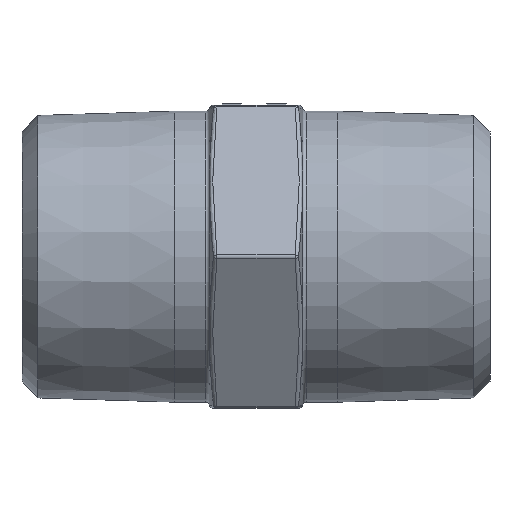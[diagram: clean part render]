
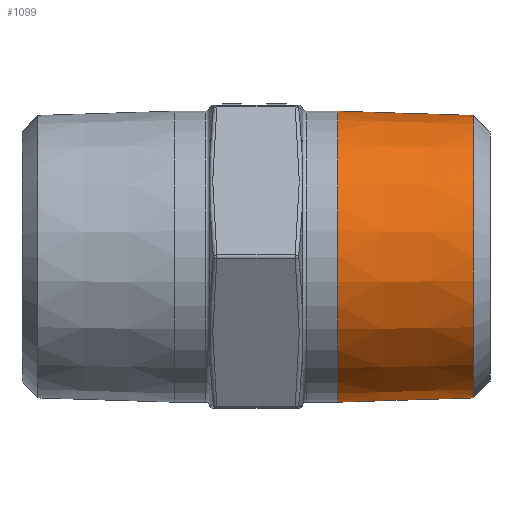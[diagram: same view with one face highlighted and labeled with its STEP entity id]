
A CAD part, front view. The second image highlights one B-rep face of the part: STEP entity #1099.
In plain terms, the highlighted conical face has half-angle 1.79 degrees and reference radius 10.224 mm.
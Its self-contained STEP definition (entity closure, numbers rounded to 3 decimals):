
#622 = VERTEX_POINT ( 'NONE', #7148 ) ;
#627 = VERTEX_POINT ( 'NONE', #7146 ) ;
#1099 = ADVANCED_FACE ( 'NONE', ( #4229, #4227 ), #4077, .T. ) ;
#1684 = AXIS2_PLACEMENT_3D ( 'NONE', #11899, #11900, #11935 ) ;
#2075 = EDGE_CURVE ( 'NONE', #622, #622, #6958, .T. ) ;
#2129 = EDGE_CURVE ( 'NONE', #627, #627, #7284, .T. ) ;
#3224 = ORIENTED_EDGE ( 'NONE', *, *, #2075, .T. ) ;
#3262 = ORIENTED_EDGE ( 'NONE', *, *, #2129, .F. ) ;
#4077 = CONICAL_SURFACE ( 'NONE', #6479, 10.224, 0.031 ) ;
#4227 = FACE_OUTER_BOUND ( 'NONE', #4431, .T. ) ;
#4229 = FACE_BOUND ( 'NONE', #4530, .T. ) ;
#4431 = EDGE_LOOP ( 'NONE', ( #3262 ) ) ;
#4530 = EDGE_LOOP ( 'NONE', ( #3224 ) ) ;
#5441 = DIRECTION ( 'NONE',  ( -1., 0., 0. ) ) ;
#5442 = CARTESIAN_POINT ( 'NONE',  ( 17., 0., 0. ) ) ;
#5443 = DIRECTION ( 'NONE',  ( 0., 0., 1. ) ) ;
#6479 = AXIS2_PLACEMENT_3D ( 'NONE', #5442, #5441, #5443 ) ;
#6958 = CIRCLE ( 'NONE', #9192, 10.261 ) ;
#7146 = CARTESIAN_POINT ( 'NONE',  ( 5.929, 0., 10.57 ) ) ;
#7148 = CARTESIAN_POINT ( 'NONE',  ( 15.803, 0., -10.261 ) ) ;
#7284 = CIRCLE ( 'NONE', #1684, 10.57 ) ;
#9192 = AXIS2_PLACEMENT_3D ( 'NONE', #12580, #12389, #12405 ) ;
#11899 = CARTESIAN_POINT ( 'NONE',  ( 5.929, 0., 0. ) ) ;
#11900 = DIRECTION ( 'NONE',  ( -1., 0., 0. ) ) ;
#11935 = DIRECTION ( 'NONE',  ( 0., 0., 1. ) ) ;
#12389 = DIRECTION ( 'NONE',  ( -1., 0., 0. ) ) ;
#12405 = DIRECTION ( 'NONE',  ( 0., 0., -1. ) ) ;
#12580 = CARTESIAN_POINT ( 'NONE',  ( 15.803, 0., 0. ) ) ;
